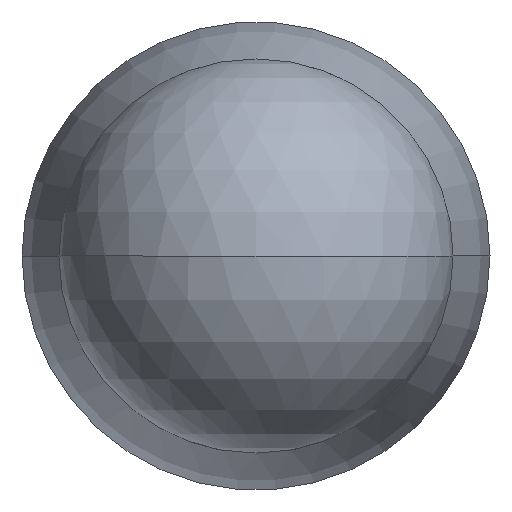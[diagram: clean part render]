
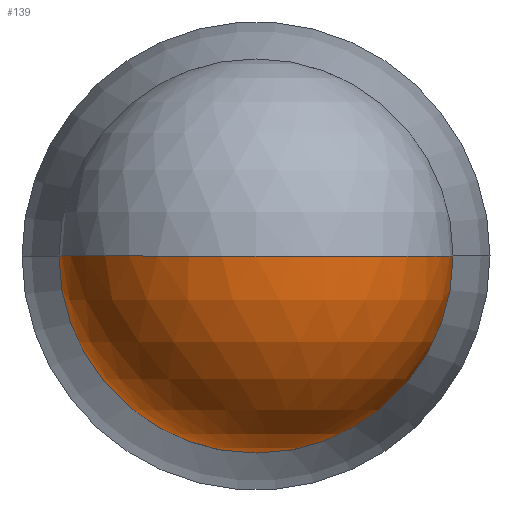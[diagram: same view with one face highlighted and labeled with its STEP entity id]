
A CAD part, front view. The second image highlights one B-rep face of the part: STEP entity #139.
In plain terms, the highlighted spherical face has radius 0.345 mm.
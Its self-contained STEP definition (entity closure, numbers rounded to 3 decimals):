
#4 = AXIS2_PLACEMENT_3D ( 'NONE', #68, #248, #71 ) ;
#34 = DIRECTION ( 'NONE',  ( 0., 1., 0. ) ) ;
#40 = AXIS2_PLACEMENT_3D ( 'NONE', #42, #80, #320 ) ;
#41 = CARTESIAN_POINT ( 'NONE',  ( 0., -3.975, 0. ) ) ;
#42 = CARTESIAN_POINT ( 'NONE',  ( 0., -3.975, 0. ) ) ;
#64 = SPHERICAL_SURFACE ( 'NONE', #277, 0.345 ) ;
#68 = CARTESIAN_POINT ( 'NONE',  ( 0., -3.975, 0. ) ) ;
#69 = EDGE_CURVE ( 'NONE', #244, #250, #141, .T. ) ;
#71 = DIRECTION ( 'NONE',  ( -1., 0., 0. ) ) ;
#80 = DIRECTION ( 'NONE',  ( 0., 0., 1. ) ) ;
#92 = EDGE_LOOP ( 'NONE', ( #376, #394, #302 ) ) ;
#95 = EDGE_CURVE ( 'NONE', #234, #244, #272, .T. ) ;
#104 = CARTESIAN_POINT ( 'NONE',  ( 0.345, -3.975, 0. ) ) ;
#116 = AXIS2_PLACEMENT_3D ( 'NONE', #439, #34, #444 ) ;
#139 = ADVANCED_FACE ( 'NONE', ( #188 ), #64, .T. ) ;
#141 = CIRCLE ( 'NONE', #40, 0.345 ) ;
#144 = CARTESIAN_POINT ( 'NONE',  ( 0., -4.32, 0. ) ) ;
#154 = DIRECTION ( 'NONE',  ( 0., 0., 1. ) ) ;
#188 = FACE_OUTER_BOUND ( 'NONE', #92, .T. ) ;
#234 = VERTEX_POINT ( 'NONE', #104 ) ;
#236 = EDGE_CURVE ( 'NONE', #234, #250, #239, .T. ) ;
#239 = CIRCLE ( 'NONE', #4, 0.345 ) ;
#243 = CARTESIAN_POINT ( 'NONE',  ( -0.345, -3.975, 0. ) ) ;
#244 = VERTEX_POINT ( 'NONE', #243 ) ;
#248 = DIRECTION ( 'NONE',  ( 0., 0., -1. ) ) ;
#250 = VERTEX_POINT ( 'NONE', #144 ) ;
#272 = CIRCLE ( 'NONE', #116, 0.345 ) ;
#277 = AXIS2_PLACEMENT_3D ( 'NONE', #41, #154, #366 ) ;
#302 = ORIENTED_EDGE ( 'NONE', *, *, #236, .T. ) ;
#320 = DIRECTION ( 'NONE',  ( 1., 0., 0. ) ) ;
#366 = DIRECTION ( 'NONE',  ( 1., 0., 0. ) ) ;
#376 = ORIENTED_EDGE ( 'NONE', *, *, #69, .F. ) ;
#394 = ORIENTED_EDGE ( 'NONE', *, *, #95, .F. ) ;
#439 = CARTESIAN_POINT ( 'NONE',  ( 0., -3.975, 0. ) ) ;
#444 = DIRECTION ( 'NONE',  ( -1., 0., 0. ) ) ;
